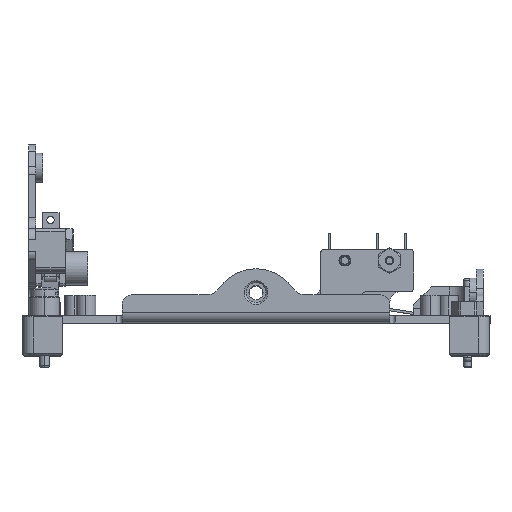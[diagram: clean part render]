
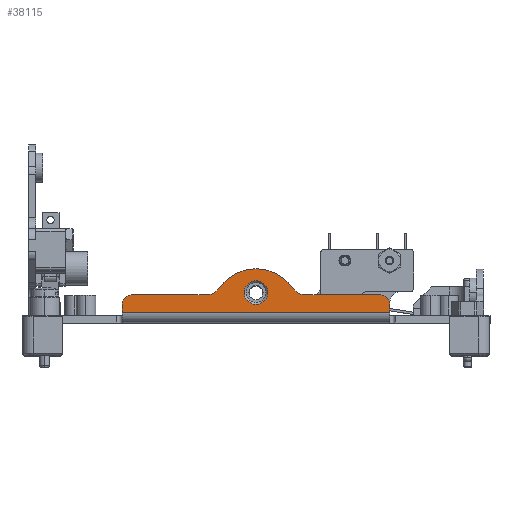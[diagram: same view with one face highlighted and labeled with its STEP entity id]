
A CAD part, top view. The second image highlights one B-rep face of the part: STEP entity #38115.
In plain terms, the highlighted planar face has unit normal (0, 0, 1).
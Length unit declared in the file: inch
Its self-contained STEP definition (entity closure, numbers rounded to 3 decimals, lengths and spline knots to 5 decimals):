
#378 = VERTEX_POINT ( 'NONE', #33862 ) ;
#1291 = AXIS2_PLACEMENT_3D ( 'NONE', #1676, #28852, #5596 ) ;
#1676 = CARTESIAN_POINT ( 'NONE',  ( 1.0461, 0.15622, 1.9135 ) ) ;
#1850 = CARTESIAN_POINT ( 'NONE',  ( -0.09866, 0.25591, 1.9135 ) ) ;
#1954 = LINE ( 'NONE', #5636, #30535 ) ;
#2925 = EDGE_CURVE ( 'NONE', #33796, #20238, #43485, .T. ) ;
#3432 = VERTEX_POINT ( 'NONE', #49025 ) ;
#4306 = ORIENTED_EDGE ( 'NONE', *, *, #36857, .F. ) ;
#4797 = CIRCLE ( 'NONE', #28363, 0.09866 ) ;
#5596 = DIRECTION ( 'NONE',  ( -1., 0., 0. ) ) ;
#5636 = CARTESIAN_POINT ( 'NONE',  ( -1.1261, 0.23622, 1.9135 ) ) ;
#5717 = FACE_BOUND ( 'NONE', #35505, .T. ) ;
#5939 = VERTEX_POINT ( 'NONE', #23126 ) ;
#6144 = LINE ( 'NONE', #44055, #45072 ) ;
#6704 = CARTESIAN_POINT ( 'NONE',  ( 0.42028, 0.23622, 1.9135 ) ) ;
#6904 = EDGE_CURVE ( 'NONE', #5939, #33796, #26036, .T. ) ;
#8206 = EDGE_CURVE ( 'NONE', #29744, #12630, #4797, .T. ) ;
#8586 = ORIENTED_EDGE ( 'NONE', *, *, #8206, .T. ) ;
#9016 = CARTESIAN_POINT ( 'NONE',  ( 0., 0.25591, 1.9135 ) ) ;
#9587 = ORIENTED_EDGE ( 'NONE', *, *, #2925, .T. ) ;
#10040 = DIRECTION ( 'NONE',  ( 0., 0., 1. ) ) ;
#10306 = DIRECTION ( 'NONE',  ( -1., 0., 0. ) ) ;
#12346 = DIRECTION ( 'NONE',  ( 0., 0., 1. ) ) ;
#12630 = VERTEX_POINT ( 'NONE', #1850 ) ;
#12896 = ORIENTED_EDGE ( 'NONE', *, *, #50193, .T. ) ;
#12949 = DIRECTION ( 'NONE',  ( -1., 0., 0. ) ) ;
#13233 = DIRECTION ( 'NONE',  ( -1., 0., 0. ) ) ;
#13241 = VERTEX_POINT ( 'NONE', #37248 ) ;
#13283 = VECTOR ( 'NONE', #31752, 39.37008 ) ;
#13760 = LINE ( 'NONE', #16336, #42327 ) ;
#14397 = ORIENTED_EDGE ( 'NONE', *, *, #48754, .T. ) ;
#15176 = VERTEX_POINT ( 'NONE', #27552 ) ;
#15204 = DIRECTION ( 'NONE',  ( 0., 0., -1. ) ) ;
#15240 = CARTESIAN_POINT ( 'NONE',  ( 0.09866, 0.25591, 1.9135 ) ) ;
#16096 = PLANE ( 'NONE',  #27932 ) ;
#16336 = CARTESIAN_POINT ( 'NONE',  ( -1.1261, 0.09, 1.9135 ) ) ;
#16382 = CARTESIAN_POINT ( 'NONE',  ( 0.42028, 0.37307, 1.9135 ) ) ;
#17258 = CIRCLE ( 'NONE', #42863, 0.13685 ) ;
#18292 = AXIS2_PLACEMENT_3D ( 'NONE', #22432, #49622, #26315 ) ;
#20235 = DIRECTION ( 'NONE',  ( -1., 0., 0. ) ) ;
#20238 = VERTEX_POINT ( 'NONE', #30796 ) ;
#20289 = DIRECTION ( 'NONE',  ( -1., 0., 0. ) ) ;
#20374 = EDGE_CURVE ( 'NONE', #38257, #3432, #13760, .T. ) ;
#20594 = EDGE_LOOP ( 'NONE', ( #41237, #38762, #42023, #25597, #42422, #12896, #25928, #9587, #4306, #31971 ) ) ;
#21584 = VECTOR ( 'NONE', #13233, 39.37008 ) ;
#22233 = AXIS2_PLACEMENT_3D ( 'NONE', #38439, #15204, #42376 ) ;
#22432 = CARTESIAN_POINT ( 'NONE',  ( 0., 0.25591, 1.9135 ) ) ;
#23126 = CARTESIAN_POINT ( 'NONE',  ( 1.1261, 0.15622, 1.9135 ) ) ;
#23913 = EDGE_CURVE ( 'NONE', #41568, #378, #33927, .T. ) ;
#24297 = VERTEX_POINT ( 'NONE', #38346 ) ;
#25597 = ORIENTED_EDGE ( 'NONE', *, *, #46118, .T. ) ;
#25778 = EDGE_CURVE ( 'NONE', #41568, #24297, #17258, .T. ) ;
#25907 = CIRCLE ( 'NONE', #43242, 0.08 ) ;
#25928 = ORIENTED_EDGE ( 'NONE', *, *, #6904, .T. ) ;
#26036 = CIRCLE ( 'NONE', #1291, 0.08 ) ;
#26315 = DIRECTION ( 'NONE',  ( -1., 0., 0. ) ) ;
#26398 = FACE_OUTER_BOUND ( 'NONE', #20594, .T. ) ;
#26599 = CIRCLE ( 'NONE', #18292, 0.09866 ) ;
#27552 = CARTESIAN_POINT ( 'NONE',  ( 0.30791, 0.29496, 1.9135 ) ) ;
#27841 = CARTESIAN_POINT ( 'NONE',  ( -1.9135, 0.23622, 1.9135 ) ) ;
#27932 = AXIS2_PLACEMENT_3D ( 'NONE', #35582, #12346, #39517 ) ;
#28363 = AXIS2_PLACEMENT_3D ( 'NONE', #9016, #36201, #12949 ) ;
#28852 = DIRECTION ( 'NONE',  ( 0., 0., 1. ) ) ;
#28985 = CIRCLE ( 'NONE', #22233, 0.375 ) ;
#29744 = VERTEX_POINT ( 'NONE', #15240 ) ;
#30535 = VECTOR ( 'NONE', #48454, 39.37008 ) ;
#30796 = CARTESIAN_POINT ( 'NONE',  ( 0.42028, 0.23622, 1.9135 ) ) ;
#31522 = CARTESIAN_POINT ( 'NONE',  ( -0.42028, 0.37307, 1.9135 ) ) ;
#31595 = CARTESIAN_POINT ( 'NONE',  ( -0.42028, 0.23622, 1.9135 ) ) ;
#31752 = DIRECTION ( 'NONE',  ( -1., 0., 0. ) ) ;
#31971 = ORIENTED_EDGE ( 'NONE', *, *, #40855, .F. ) ;
#33328 = CARTESIAN_POINT ( 'NONE',  ( -1.0461, 0.15622, 1.9135 ) ) ;
#33575 = DIRECTION ( 'NONE',  ( 0., 0., 1. ) ) ;
#33796 = VERTEX_POINT ( 'NONE', #48960 ) ;
#33862 = CARTESIAN_POINT ( 'NONE',  ( -1.0461, 0.23622, 1.9135 ) ) ;
#33927 = LINE ( 'NONE', #27841, #13283 ) ;
#35505 = EDGE_LOOP ( 'NONE', ( #14397, #8586 ) ) ;
#35582 = CARTESIAN_POINT ( 'NONE',  ( -1.9135, 0., 1.9135 ) ) ;
#36201 = DIRECTION ( 'NONE',  ( 0., 0., -1. ) ) ;
#36857 = EDGE_CURVE ( 'NONE', #15176, #20238, #46025, .T. ) ;
#37111 = EDGE_CURVE ( 'NONE', #378, #13241, #25907, .T. ) ;
#37212 = DIRECTION ( 'NONE',  ( -1., 0., 0. ) ) ;
#37248 = CARTESIAN_POINT ( 'NONE',  ( -1.1261, 0.15622, 1.9135 ) ) ;
#38115 = ADVANCED_FACE ( 'NONE', ( #5717, #26398 ), #16096, .T. ) ;
#38257 = VERTEX_POINT ( 'NONE', #44295 ) ;
#38346 = CARTESIAN_POINT ( 'NONE',  ( -0.30791, 0.29496, 1.9135 ) ) ;
#38439 = CARTESIAN_POINT ( 'NONE',  ( 0., 0.08091, 1.9135 ) ) ;
#38762 = ORIENTED_EDGE ( 'NONE', *, *, #23913, .T. ) ;
#39517 = DIRECTION ( 'NONE',  ( -1., 0., 0. ) ) ;
#40855 = EDGE_CURVE ( 'NONE', #24297, #15176, #28985, .T. ) ;
#41237 = ORIENTED_EDGE ( 'NONE', *, *, #25778, .F. ) ;
#41568 = VERTEX_POINT ( 'NONE', #31595 ) ;
#42023 = ORIENTED_EDGE ( 'NONE', *, *, #37111, .T. ) ;
#42327 = VECTOR ( 'NONE', #20235, 39.37008 ) ;
#42376 = DIRECTION ( 'NONE',  ( -1., 0., 0. ) ) ;
#42422 = ORIENTED_EDGE ( 'NONE', *, *, #20374, .F. ) ;
#42863 = AXIS2_PLACEMENT_3D ( 'NONE', #31522, #33575, #10306 ) ;
#43242 = AXIS2_PLACEMENT_3D ( 'NONE', #33328, #10040, #37212 ) ;
#43485 = LINE ( 'NONE', #6704, #21584 ) ;
#43595 = DIRECTION ( 'NONE',  ( 0., 0., 1. ) ) ;
#44055 = CARTESIAN_POINT ( 'NONE',  ( 1.1261, 0., 1.9135 ) ) ;
#44295 = CARTESIAN_POINT ( 'NONE',  ( 1.1261, 0.09, 1.9135 ) ) ;
#45072 = VECTOR ( 'NONE', #47945, 39.37008 ) ;
#46025 = CIRCLE ( 'NONE', #46795, 0.13685 ) ;
#46118 = EDGE_CURVE ( 'NONE', #13241, #3432, #1954, .T. ) ;
#46795 = AXIS2_PLACEMENT_3D ( 'NONE', #16382, #43595, #20289 ) ;
#47945 = DIRECTION ( 'NONE',  ( 0., 1., 0. ) ) ;
#48454 = DIRECTION ( 'NONE',  ( 0., -1., 0. ) ) ;
#48754 = EDGE_CURVE ( 'NONE', #12630, #29744, #26599, .T. ) ;
#48960 = CARTESIAN_POINT ( 'NONE',  ( 1.0461, 0.23622, 1.9135 ) ) ;
#49025 = CARTESIAN_POINT ( 'NONE',  ( -1.1261, 0.09, 1.9135 ) ) ;
#49622 = DIRECTION ( 'NONE',  ( 0., 0., -1. ) ) ;
#50193 = EDGE_CURVE ( 'NONE', #38257, #5939, #6144, .T. ) ;
